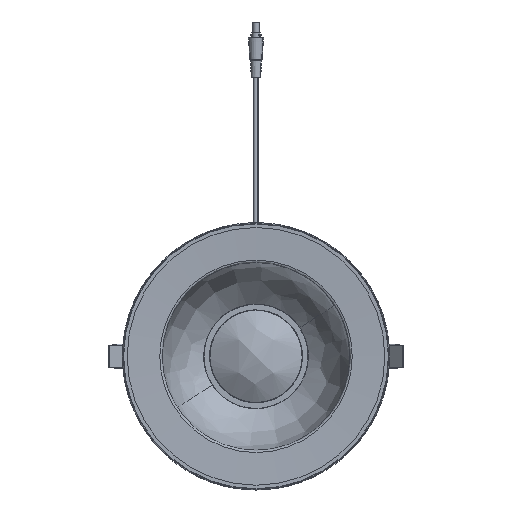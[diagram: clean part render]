
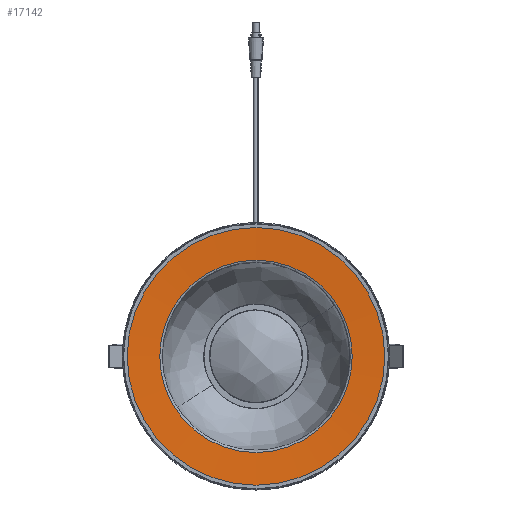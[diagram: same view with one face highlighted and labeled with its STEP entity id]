
A CAD part, front view. The second image highlights one B-rep face of the part: STEP entity #17142.
In plain terms, the highlighted conical face has half-angle 87.546 degrees and reference radius 79.163 mm.
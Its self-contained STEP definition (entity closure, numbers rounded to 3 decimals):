
#280 = EDGE_CURVE ( 'NONE', #7323, #7323, #3352, .T. ) ;
#1849 = EDGE_CURVE ( 'NONE', #14597, #14597, #16724, .T. ) ;
#3170 = DIRECTION ( 'NONE',  ( 0., 0., -1. ) ) ;
#3352 = CIRCLE ( 'NONE', #18963, 106. ) ;
#4333 = CARTESIAN_POINT ( 'NONE',  ( 0., -72.512, 79.163 ) ) ;
#5274 = EDGE_LOOP ( 'NONE', ( #9495 ) ) ;
#5411 = ORIENTED_EDGE ( 'NONE', *, *, #1849, .T. ) ;
#5619 = FACE_OUTER_BOUND ( 'NONE', #5274, .T. ) ;
#7323 = VERTEX_POINT ( 'NONE', #15872 ) ;
#7631 = EDGE_LOOP ( 'NONE', ( #5411 ) ) ;
#8701 = DIRECTION ( 'NONE',  ( 0., 0., 1. ) ) ;
#8724 = FACE_BOUND ( 'NONE', #7631, .T. ) ;
#9495 = ORIENTED_EDGE ( 'NONE', *, *, #280, .F. ) ;
#11997 = AXIS2_PLACEMENT_3D ( 'NONE', #14583, #18869, #15864 ) ;
#13103 = CARTESIAN_POINT ( 'NONE',  ( 0., -73.662, 0. ) ) ;
#14583 = CARTESIAN_POINT ( 'NONE',  ( 0., -72.512, 0. ) ) ;
#14597 = VERTEX_POINT ( 'NONE', #4333 ) ;
#15864 = DIRECTION ( 'NONE',  ( 0., 0., 1. ) ) ;
#15872 = CARTESIAN_POINT ( 'NONE',  ( 0., -73.662, 106. ) ) ;
#16583 = DIRECTION ( 'NONE',  ( 0., -1., 0. ) ) ;
#16692 = AXIS2_PLACEMENT_3D ( 'NONE', #17557, #16583, #3170 ) ;
#16724 = CIRCLE ( 'NONE', #11997, 79.163 ) ;
#17142 = ADVANCED_FACE ( 'NONE', ( #5619, #8724 ), #18537, .F. ) ;
#17557 = CARTESIAN_POINT ( 'NONE',  ( 0., -72.512, 0. ) ) ;
#18537 = CONICAL_SURFACE ( 'NONE', #16692, 79.163, 1.528 ) ;
#18869 = DIRECTION ( 'NONE',  ( 0., 1., 0. ) ) ;
#18963 = AXIS2_PLACEMENT_3D ( 'NONE', #13103, #19086, #8701 ) ;
#19086 = DIRECTION ( 'NONE',  ( 0., 1., 0. ) ) ;
